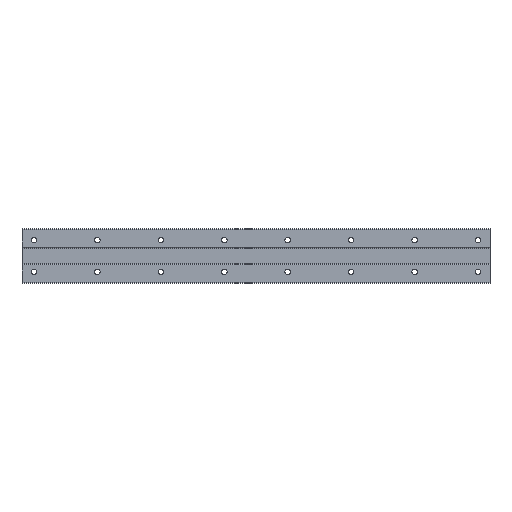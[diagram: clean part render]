
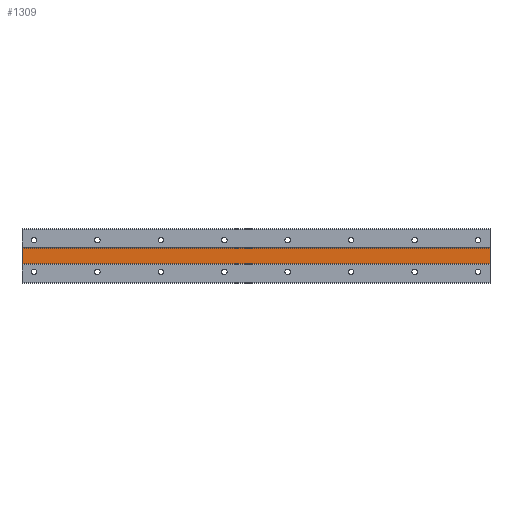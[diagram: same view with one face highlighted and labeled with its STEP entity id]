
A CAD part, front view. The second image highlights one B-rep face of the part: STEP entity #1309.
In plain terms, the highlighted planar face has unit normal (0, -1, 0).
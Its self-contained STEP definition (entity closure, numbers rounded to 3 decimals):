
#4 = CARTESIAN_POINT ( 'NONE',  ( 575., 1., -10. ) ) ;
#35 = LINE ( 'NONE', #1145, #530 ) ;
#339 = VERTEX_POINT ( 'NONE', #1662 ) ;
#387 = VERTEX_POINT ( 'NONE', #1719 ) ;
#465 = LINE ( 'NONE', #2401, #3523 ) ;
#530 = VECTOR ( 'NONE', #1379, 1000. ) ;
#544 = DIRECTION ( 'NONE',  ( 0., 1., 0. ) ) ;
#683 = VERTEX_POINT ( 'NONE', #4 ) ;
#806 = EDGE_CURVE ( 'NONE', #387, #3266, #1166, .T. ) ;
#944 = VECTOR ( 'NONE', #1599, 1000. ) ;
#1145 = CARTESIAN_POINT ( 'NONE',  ( -15., 1., 34.482 ) ) ;
#1166 = LINE ( 'NONE', #2008, #1755 ) ;
#1204 = DIRECTION ( 'NONE',  ( 1., 0., 0. ) ) ;
#1259 = DIRECTION ( 'NONE',  ( 1., 0., 0. ) ) ;
#1309 = ADVANCED_FACE ( 'NONE', ( #2202 ), #2437, .F. ) ;
#1373 = DIRECTION ( 'NONE',  ( 0., 0., 1. ) ) ;
#1379 = DIRECTION ( 'NONE',  ( 0., 0., -1. ) ) ;
#1383 = ORIENTED_EDGE ( 'NONE', *, *, #806, .F. ) ;
#1599 = DIRECTION ( 'NONE',  ( 0., 0., -1. ) ) ;
#1607 = ORIENTED_EDGE ( 'NONE', *, *, #2090, .T. ) ;
#1662 = CARTESIAN_POINT ( 'NONE',  ( -15., 1., -10. ) ) ;
#1719 = CARTESIAN_POINT ( 'NONE',  ( -15., 1., 10. ) ) ;
#1755 = VECTOR ( 'NONE', #1204, 1000. ) ;
#2008 = CARTESIAN_POINT ( 'NONE',  ( 575., 1., 10. ) ) ;
#2090 = EDGE_CURVE ( 'NONE', #387, #339, #35, .T. ) ;
#2202 = FACE_OUTER_BOUND ( 'NONE', #2262, .T. ) ;
#2218 = ORIENTED_EDGE ( 'NONE', *, *, #3043, .F. ) ;
#2262 = EDGE_LOOP ( 'NONE', ( #3152, #2218, #1383, #1607 ) ) ;
#2401 = CARTESIAN_POINT ( 'NONE',  ( 575., 1., -10. ) ) ;
#2437 = PLANE ( 'NONE',  #3364 ) ;
#2490 = CARTESIAN_POINT ( 'NONE',  ( 575., 1., 10. ) ) ;
#2588 = EDGE_CURVE ( 'NONE', #339, #683, #465, .T. ) ;
#2712 = CARTESIAN_POINT ( 'NONE',  ( 575., 1., 34.482 ) ) ;
#2757 = CARTESIAN_POINT ( 'NONE',  ( 575., 1., 10. ) ) ;
#3043 = EDGE_CURVE ( 'NONE', #3266, #683, #3536, .T. ) ;
#3152 = ORIENTED_EDGE ( 'NONE', *, *, #2588, .T. ) ;
#3266 = VERTEX_POINT ( 'NONE', #2757 ) ;
#3364 = AXIS2_PLACEMENT_3D ( 'NONE', #2490, #544, #1373 ) ;
#3523 = VECTOR ( 'NONE', #1259, 1000. ) ;
#3536 = LINE ( 'NONE', #2712, #944 ) ;
